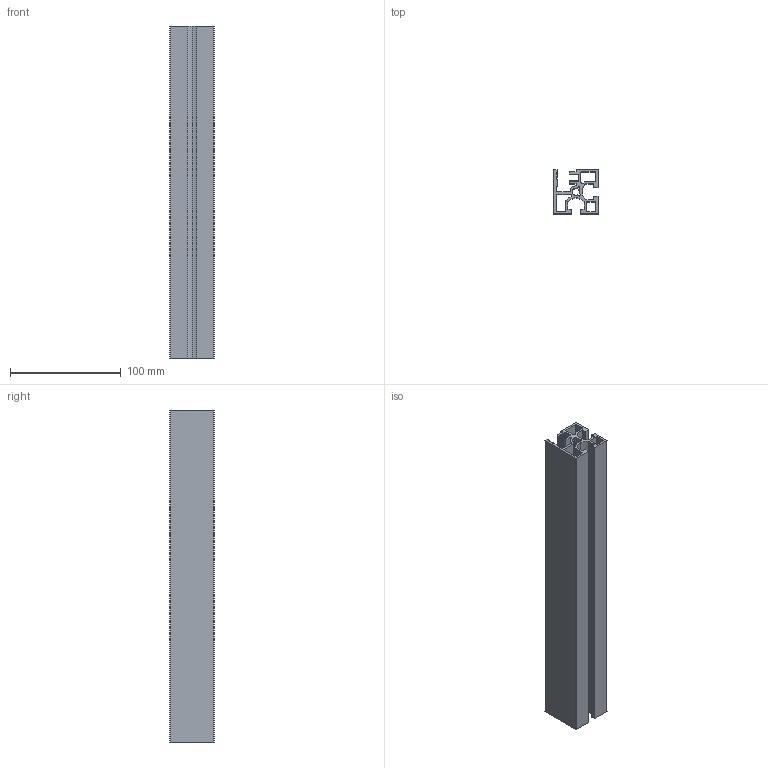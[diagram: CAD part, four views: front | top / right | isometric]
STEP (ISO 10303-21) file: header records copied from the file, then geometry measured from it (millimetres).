
FILE_DESCRIPTION((''),'2;1');
FILE_NAME('AF4040A-8.stp','2014-08-15T10:51:21',('user'),(''),'Autodesk Inventor 2012','Autodesk Inventor 2012','');
FILE_SCHEMA(('AUTOMOTIVE_DESIGN { 1 0 10303 214 1 1 1 1 }'));
Length unit declared in the file: millimetre
Products named in the file (1): af4040a
Bounding box: 40 x 40 x 300 mm (x, y, z)
Volume: 163780 mm3; surface area: 142870.4 mm2
Topology: 1 solids, 1 shells, 182 faces, 540 edges, 360 vertices
Faces by surface type: plane 138, cylinder 44
Entity records: 6094 total; most frequent: CARTESIAN_POINT 1083, ORIENTED_EDGE 1080, DIRECTION 994, EDGE_CURVE 540, VECTOR 452, LINE 452, VERTEX_POINT 360, AXIS2_PLACEMENT_3D 271
